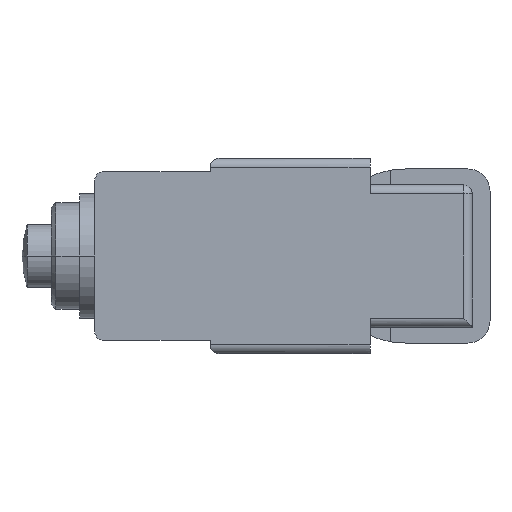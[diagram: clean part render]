
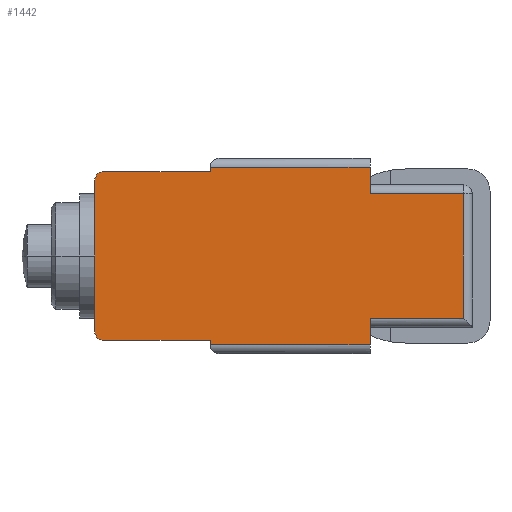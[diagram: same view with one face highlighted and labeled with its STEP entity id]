
A CAD part, left-side view. The second image highlights one B-rep face of the part: STEP entity #1442.
In plain terms, the highlighted planar face has unit normal (-1, 0, 0).
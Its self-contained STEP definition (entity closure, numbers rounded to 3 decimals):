
#105=DIRECTION('',(0.,0.,1.));
#106=VECTOR('',#105,3.);
#107=CARTESIAN_POINT('',(-27.25,-7.,7.));
#108=LINE('',#107,#106);
#180=DIRECTION('',(0.,0.,1.));
#181=VECTOR('',#180,3.);
#182=CARTESIAN_POINT('',(-27.25,-7.,-10.));
#183=LINE('',#182,#181);
#414=DIRECTION('',(0.,-1.,0.));
#415=VECTOR('',#414,18.);
#416=CARTESIAN_POINT('',(-27.25,11.,10.));
#417=LINE('',#416,#415);
#418=DIRECTION('',(0.,1.,0.));
#419=VECTOR('',#418,10.5);
#420=CARTESIAN_POINT('',(-27.25,-17.5,7.));
#421=LINE('',#420,#419);
#422=DIRECTION('',(0.,0.,-1.));
#423=VECTOR('',#422,14.);
#424=CARTESIAN_POINT('',(-27.25,-17.5,7.));
#425=LINE('',#424,#423);
#426=DIRECTION('',(0.,-1.,0.));
#427=VECTOR('',#426,10.5);
#428=CARTESIAN_POINT('',(-27.25,-7.,-7.));
#429=LINE('',#428,#427);
#430=DIRECTION('',(0.,1.,0.));
#431=VECTOR('',#430,18.);
#432=CARTESIAN_POINT('',(-27.25,-7.,-10.));
#433=LINE('',#432,#431);
#434=DIRECTION('',(0.,0.,1.));
#435=VECTOR('',#434,0.5);
#436=CARTESIAN_POINT('',(-27.25,11.,-10.));
#437=LINE('',#436,#435);
#438=DIRECTION('',(0.,-1.,0.));
#439=VECTOR('',#438,12.);
#440=CARTESIAN_POINT('',(-27.25,23.,-9.5));
#441=LINE('',#440,#439);
#442=CARTESIAN_POINT('',(-27.25,23.,-8.5));
#443=DIRECTION('',(-1.,0.,0.));
#444=DIRECTION('',(0.,1.,0.));
#445=AXIS2_PLACEMENT_3D('',#442,#443,#444);
#447=DIRECTION('',(0.,0.,1.));
#448=VECTOR('',#447,17.);
#449=CARTESIAN_POINT('',(-27.25,24.,-8.5));
#450=LINE('',#449,#448);
#451=CARTESIAN_POINT('',(-27.25,23.,8.5));
#452=DIRECTION('',(-1.,0.,0.));
#453=DIRECTION('',(0.,0.,1.));
#454=AXIS2_PLACEMENT_3D('',#451,#452,#453);
#456=DIRECTION('',(0.,-1.,0.));
#457=VECTOR('',#456,12.);
#458=CARTESIAN_POINT('',(-27.25,23.,9.5));
#459=LINE('',#458,#457);
#460=DIRECTION('',(0.,0.,-1.));
#461=VECTOR('',#460,0.5);
#462=CARTESIAN_POINT('',(-27.25,11.,10.));
#463=LINE('',#462,#461);
#702=CARTESIAN_POINT('',(-27.25,11.,9.5));
#704=VERTEX_POINT('',#702);
#706=CARTESIAN_POINT('',(-27.25,11.,-9.5));
#708=VERTEX_POINT('',#706);
#719=CARTESIAN_POINT('',(-27.25,11.,10.));
#720=VERTEX_POINT('',#719);
#722=CARTESIAN_POINT('',(-27.25,-7.,10.));
#724=VERTEX_POINT('',#722);
#733=CARTESIAN_POINT('',(-27.25,11.,-10.));
#734=VERTEX_POINT('',#733);
#737=CARTESIAN_POINT('',(-27.25,-7.,-10.));
#739=VERTEX_POINT('',#737);
#789=CARTESIAN_POINT('',(-27.25,23.,9.5));
#790=VERTEX_POINT('',#789);
#791=CARTESIAN_POINT('',(-27.25,24.,8.5));
#792=VERTEX_POINT('',#791);
#793=CARTESIAN_POINT('',(-27.25,24.,-8.5));
#794=CARTESIAN_POINT('',(-27.25,23.,-9.5));
#795=VERTEX_POINT('',#793);
#796=VERTEX_POINT('',#794);
#801=CARTESIAN_POINT('',(-27.25,-7.,-7.));
#802=CARTESIAN_POINT('',(-27.25,-17.5,-7.));
#803=VERTEX_POINT('',#801);
#804=VERTEX_POINT('',#802);
#809=CARTESIAN_POINT('',(-27.25,-17.5,7.));
#810=VERTEX_POINT('',#809);
#817=CARTESIAN_POINT('',(-27.25,-7.,7.));
#818=VERTEX_POINT('',#817);
#1410=CARTESIAN_POINT('',(-27.25,24.,-11.));
#1411=DIRECTION('',(-1.,0.,0.));
#1412=DIRECTION('',(0.,-1.,0.));
#1413=AXIS2_PLACEMENT_3D('',#1410,#1411,#1412);
#1414=PLANE('',#1413);
#1416=ORIENTED_EDGE('',*,*,#1415,.T.);
#1417=ORIENTED_EDGE('',*,*,#1007,.F.);
#1419=ORIENTED_EDGE('',*,*,#1418,.F.);
#1420=ORIENTED_EDGE('',*,*,#1400,.T.);
#1422=ORIENTED_EDGE('',*,*,#1421,.F.);
#1423=ORIENTED_EDGE('',*,*,#1061,.F.);
#1425=ORIENTED_EDGE('',*,*,#1424,.T.);
#1427=ORIENTED_EDGE('',*,*,#1426,.T.);
#1429=ORIENTED_EDGE('',*,*,#1428,.F.);
#1431=ORIENTED_EDGE('',*,*,#1430,.F.);
#1433=ORIENTED_EDGE('',*,*,#1432,.T.);
#1435=ORIENTED_EDGE('',*,*,#1434,.F.);
#1437=ORIENTED_EDGE('',*,*,#1436,.T.);
#1439=ORIENTED_EDGE('',*,*,#1438,.F.);
#1440=EDGE_LOOP('',(#1416,#1417,#1419,#1420,#1422,#1423,#1425,#1427,#1429,#1431,
#1433,#1435,#1437,#1439));
#1441=FACE_OUTER_BOUND('',#1440,.F.);
#446=CIRCLE('',#445,1.);
#455=CIRCLE('',#454,1.);
#1007=EDGE_CURVE('',#818,#724,#108,.T.);
#1061=EDGE_CURVE('',#739,#803,#183,.T.);
#1400=EDGE_CURVE('',#810,#804,#425,.T.);
#1415=EDGE_CURVE('',#720,#724,#417,.T.);
#1418=EDGE_CURVE('',#810,#818,#421,.T.);
#1421=EDGE_CURVE('',#803,#804,#429,.T.);
#1424=EDGE_CURVE('',#739,#734,#433,.T.);
#1426=EDGE_CURVE('',#734,#708,#437,.T.);
#1428=EDGE_CURVE('',#796,#708,#441,.T.);
#1430=EDGE_CURVE('',#795,#796,#446,.T.);
#1432=EDGE_CURVE('',#795,#792,#450,.T.);
#1434=EDGE_CURVE('',#790,#792,#455,.T.);
#1436=EDGE_CURVE('',#790,#704,#459,.T.);
#1438=EDGE_CURVE('',#720,#704,#463,.T.);
#1442=ADVANCED_FACE('',(#1441),#1414,.T.);
